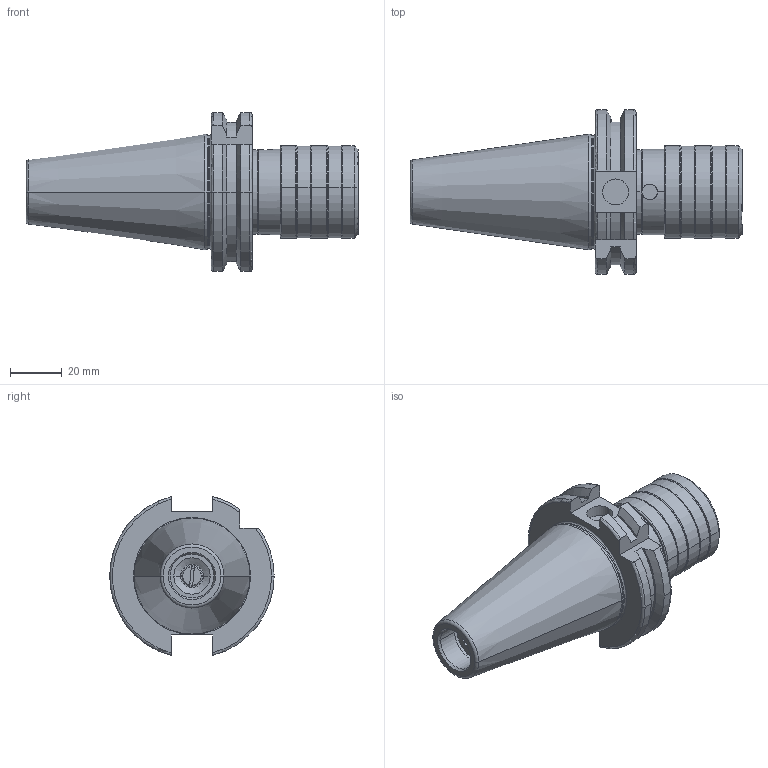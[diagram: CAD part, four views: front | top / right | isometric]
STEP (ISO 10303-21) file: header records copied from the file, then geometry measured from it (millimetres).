
FILE_DESCRIPTION (( 'STEP AP203' ), '1' );
FILE_NAME ('SK40FWFLK160.STEP', '2016-04-13T12:31:01', ( '' ), ( '' ), 'SwSTEP 2.0', 'SolidWorks 2009', '' );
FILE_SCHEMA (( 'CONFIG_CONTROL_DESIGN' ));
Products named in the file (20): FT SPRING-2  M3-M12-assy purpose; FT SPRING-3  M3-M12-ASSY PURPOSE; RINGCLIP EXTERNAL Ø30 X1_Snap ring A 30 DIN 7993; FT WFLK1 TAP WASHER M4; FT WFLK1 BALL CAGE; SK40FWFLK160; FT WFLK1 HOUSING; FT WFLK1 SLEEVE; BALL ﾘ5.0; BALL ﾘ5.2; FT SPRING-1  M3-M12-assy purpose; FT WFLK1 BUSH; FT WFLK1 SCREW M4; FT WFLK1 SPRING WASHER; BALL ﾘ3.2; BALL ﾘ2.5; BALL ﾘ1.5; FT WFLK1 LOCKSCREW-1 M4; FT WFLK1 LOCKSCREW-2 M4
Assembly tree (96 placements, depth 2):
  SK40FWFLK160
    BALL ﾘ1.5  x72
    FT WFLK1 HOUSING
    FT WFLK1 SLEEVE
    FT WFLK1 TAP WASHER M4
    BALL ﾘ5.2  x3
    FT SPRING-3  M3-M12-ASSY PURPOSE
    BALL ﾘ5.0  x3
    FT WFLK1 BUSH
    FT WFLK1 SPRING WASHER
    FT WFLK1 BALL CAGE
    BALL ﾘ2.5  x3
    FT WFLK1 LOCKSCREW-1 M4
    FT WFLK1 LOCKSCREW-2 M4
    FT WFLK1 SCREW M4
    RINGCLIP EXTERNAL Ø30 X1_Snap ring A 30 DIN 7993
    FT SPRING-1  M3-M12-assy purpose
    FT SPRING-2  M3-M12-assy purpose
    BALL ﾘ3.2
    SK40FWFLK160
Bounding box: 128.4 x 63.55 x 61.48 mm (x, y, z)
Volume: 128021.8 mm3; surface area: 46952.5 mm2
Topology: 96 solids, 96 shells, 948 faces, 2784 edges, 1718 vertices
Faces by surface type: sphere 342, cylinder 308, plane 112, cone 108, torus 70, bspline 8
Entity records: 40193 total; most frequent: CARTESIAN_POINT 17269, DIRECTION 4002, ORIENTED_EDGE 3812, EDGE_CURVE 1906, AXIS2_PLACEMENT_3D 1716, VERTEX_POINT 1162, EDGE_LOOP 992, CIRCLE 831
